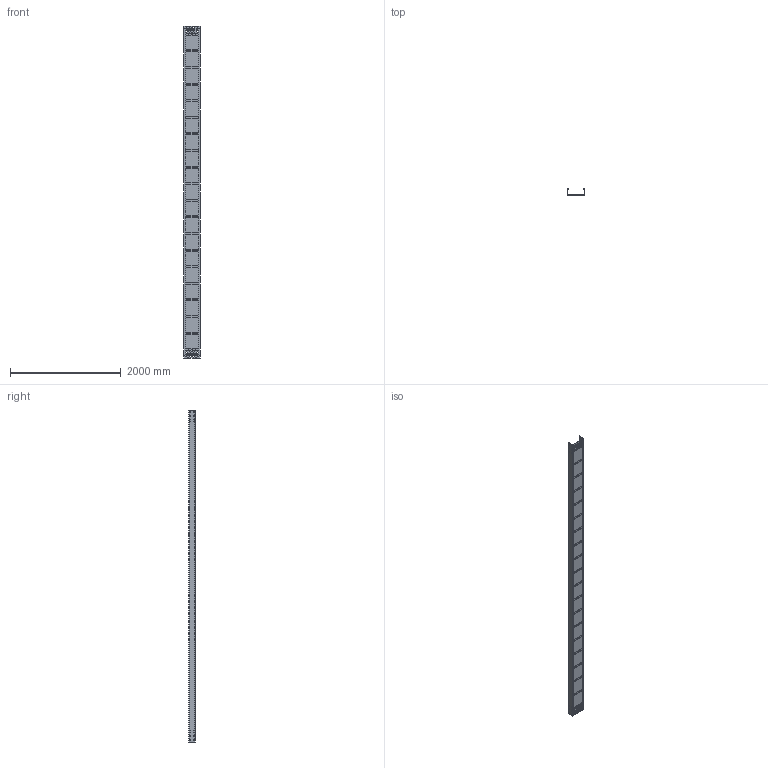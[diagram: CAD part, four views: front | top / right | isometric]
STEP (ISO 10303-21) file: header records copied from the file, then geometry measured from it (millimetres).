
FILE_DESCRIPTION((''),'2;1');
FILE_NAME('6098115_ASM','2012-10-24T',('AndreasKeweloh'),(''),'PRO/ENGINEER BY PARAMETRIC TECHNOLOGY CORPORATION, 2012230','PRO/ENGINEER BY PARAMETRIC TECHNOLOGY CORPORATION, 2012230','');
FILE_SCHEMA(('CONFIG_CONTROL_DESIGN'));
Length unit declared in the file: millimetre
Products named in the file (4): KTS_05_012-050-40389; KTS_05_012-050-40380; KTS_06_014-047_293; 6098115_ASM
Assembly tree (3 placements, depth 2):
  6098115_ASM
    KTS_05_012-050-40389
    KTS_05_012-050-40380
    KTS_06_014-047_293
Bounding box: 300 x 110 x 6000 mm (x, y, z)
Volume: 6634854.7 mm3; surface area: 7600006.8 mm2
Topology: 3 solids, 3 shells, 758 faces, 2196 edges, 1448 vertices
Faces by surface type: plane 398, cylinder 360
Entity records: 25448 total; most frequent: DIRECTION 4446, CARTESIAN_POINT 4409, ORIENTED_EDGE 4392, EDGE_CURVE 2196, AXIS2_PLACEMENT_3D 1485, VECTOR 1476, LINE 1476, VERTEX_POINT 1448
